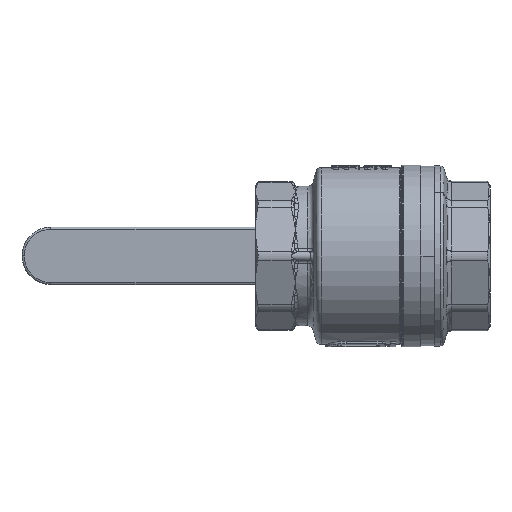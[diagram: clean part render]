
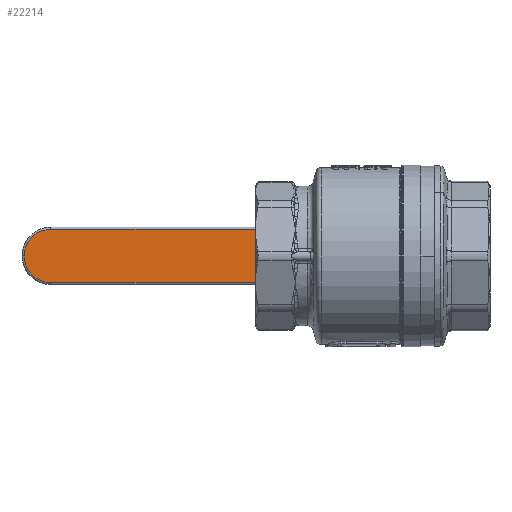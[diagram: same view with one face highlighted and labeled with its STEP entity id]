
A CAD part, front view. The second image highlights one B-rep face of the part: STEP entity #22214.
In plain terms, the highlighted planar face has unit normal (0, -1, 0).
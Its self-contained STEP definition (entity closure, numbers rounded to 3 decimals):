
#31 = VERTEX_POINT ( 'NONE', #17353 ) ;
#11845 = VERTEX_POINT ( 'NONE', #12098 ) ;
#11945 = EDGE_CURVE ( 'NONE', #29074, #31, #12126, .T. ) ;
#12098 = CARTESIAN_POINT ( 'NONE',  ( -37.278, 76.81, -12.45 ) ) ;
#12117 = DIRECTION ( 'NONE',  ( 1., 0., 0. ) ) ;
#12118 = DIRECTION ( 'NONE',  ( 0., -1., 0. ) ) ;
#12119 = CARTESIAN_POINT ( 'NONE',  ( -151.5, 76.81, 0.05 ) ) ;
#12125 = AXIS2_PLACEMENT_3D ( 'NONE', #12119, #12118, #12117 ) ;
#12126 = CIRCLE ( 'NONE', #12125, 12.5 ) ;
#12160 = CARTESIAN_POINT ( 'NONE',  ( -151.5, 76.81, -12.45 ) ) ;
#12195 = DIRECTION ( 'NONE',  ( 1., 0., 0. ) ) ;
#12196 = VECTOR ( 'NONE', #12195, 1000. ) ;
#12197 = LINE ( 'NONE', #12201, #12196 ) ;
#12201 = CARTESIAN_POINT ( 'NONE',  ( -37.278, 76.81, -12.45 ) ) ;
#12589 = VERTEX_POINT ( 'NONE', #12160 ) ;
#12673 = EDGE_CURVE ( 'NONE', #12589, #11845, #12197, .T. ) ;
#12742 = CIRCLE ( 'NONE', #12793, 12.5 ) ;
#12746 = CARTESIAN_POINT ( 'NONE',  ( -151.5, 76.81, 0.05 ) ) ;
#12788 = DIRECTION ( 'NONE',  ( 1., 0., 0. ) ) ;
#12789 = DIRECTION ( 'NONE',  ( 0., -1., 0. ) ) ;
#12793 = AXIS2_PLACEMENT_3D ( 'NONE', #12746, #12789, #12788 ) ;
#13501 = EDGE_CURVE ( 'NONE', #31, #12589, #12742, .T. ) ;
#17353 = CARTESIAN_POINT ( 'NONE',  ( -164., 76.81, 0.05 ) ) ;
#19397 = VERTEX_POINT ( 'NONE', #26048 ) ;
#19400 = EDGE_CURVE ( 'NONE', #11845, #19397, #26034, .T. ) ;
#20855 = EDGE_CURVE ( 'NONE', #19397, #29074, #26141, .T. ) ;
#21215 = ORIENTED_EDGE ( 'NONE', *, *, #19400, .T. ) ;
#21294 = ORIENTED_EDGE ( 'NONE', *, *, #13501, .T. ) ;
#21446 = EDGE_LOOP ( 'NONE', ( #21215, #21837, #21980, #21294, #21627 ) ) ;
#21627 = ORIENTED_EDGE ( 'NONE', *, *, #12673, .T. ) ;
#21837 = ORIENTED_EDGE ( 'NONE', *, *, #20855, .T. ) ;
#21980 = ORIENTED_EDGE ( 'NONE', *, *, #11945, .T. ) ;
#22214 = ADVANCED_FACE ( 'NONE', ( #26157 ), #26205, .F. ) ;
#26031 = DIRECTION ( 'NONE',  ( 0., 0., 1. ) ) ;
#26032 = VECTOR ( 'NONE', #26031, 1000. ) ;
#26033 = CARTESIAN_POINT ( 'NONE',  ( -37.278, 76.81, 13.55 ) ) ;
#26034 = LINE ( 'NONE', #26033, #26032 ) ;
#26048 = CARTESIAN_POINT ( 'NONE',  ( -37.278, 76.81, 12.55 ) ) ;
#26129 = DIRECTION ( 'NONE',  ( -1., 0., 0. ) ) ;
#26131 = VECTOR ( 'NONE', #26129, 1000. ) ;
#26132 = CARTESIAN_POINT ( 'NONE',  ( -37.071, 76.81, 12.55 ) ) ;
#26141 = LINE ( 'NONE', #26132, #26131 ) ;
#26157 = FACE_OUTER_BOUND ( 'NONE', #21446, .T. ) ;
#26179 = DIRECTION ( 'NONE',  ( 0., 1., 0. ) ) ;
#26180 = CARTESIAN_POINT ( 'NONE',  ( -37.071, 76.81, -13.45 ) ) ;
#26205 = PLANE ( 'NONE',  #26209 ) ;
#26209 = AXIS2_PLACEMENT_3D ( 'NONE', #26180, #26179, #26266 ) ;
#26266 = DIRECTION ( 'NONE',  ( 1., 0., 0. ) ) ;
#28225 = CARTESIAN_POINT ( 'NONE',  ( -151.5, 76.81, 12.55 ) ) ;
#29074 = VERTEX_POINT ( 'NONE', #28225 ) ;
